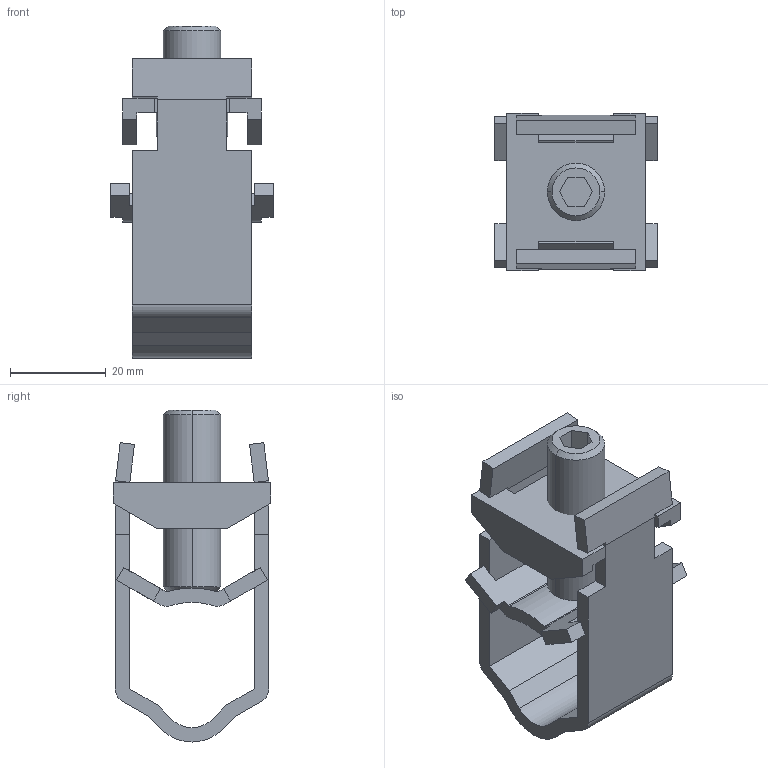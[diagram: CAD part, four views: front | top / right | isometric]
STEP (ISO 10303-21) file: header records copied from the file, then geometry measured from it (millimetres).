
FILE_DESCRIPTION(('CATIA V5 STEP'),'2;1');
FILE_NAME('K2301092_L_V-Rahmenklemme-KM2G-F.stp','2015-04-24T09:48:46+00:00',('none'),('Jean Müller GmbH'),'CATIA Version 5 Release 19 SP 9 (IN-10)','CATIA V5 STEP AP214','none');
FILE_SCHEMA(('AUTOMOTIVE_DESIGN { 1 0 10303 214 1 1 1 1 }'));
Length unit declared in the file: millimetre
Products named in the file (5): K2301092_L_V-Rahmenklemme; 158404_10_L_V-Rahmen V02 gebogen und vereinfacht; 158402_L_Klemmenmutter M12 KM2G; 68233_Sond-Gewindestift; 158403_L_Druckstueck
Assembly tree (4 placements, depth 2):
  K2301092_L_V-Rahmenklemme
    158404_10_L_V-Rahmen V02 gebogen und vereinfacht
    158402_L_Klemmenmutter M12 KM2G
    68233_Sond-Gewindestift
    158403_L_Druckstueck
Bounding box: 34 x 33 x 69.4 mm (x, y, z)
Volume: 19530.8 mm3; surface area: 14651.4 mm2
Topology: 4 solids, 4 shells, 118 faces, 328 edges, 219 vertices
Faces by surface type: plane 92, cylinder 18, cone 8
Entity records: 3654 total; most frequent: ORIENTED_EDGE 652, CARTESIAN_POINT 639, DIRECTION 514, EDGE_CURVE 326, VECTOR 276, LINE 276, VERTEX_POINT 219, AXIS2_PLACEMENT_3D 144
